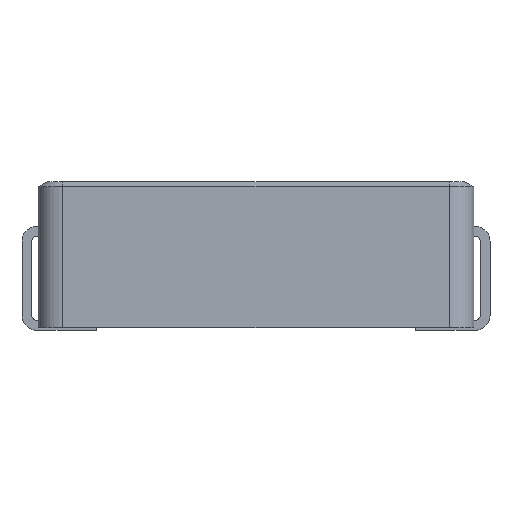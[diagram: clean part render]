
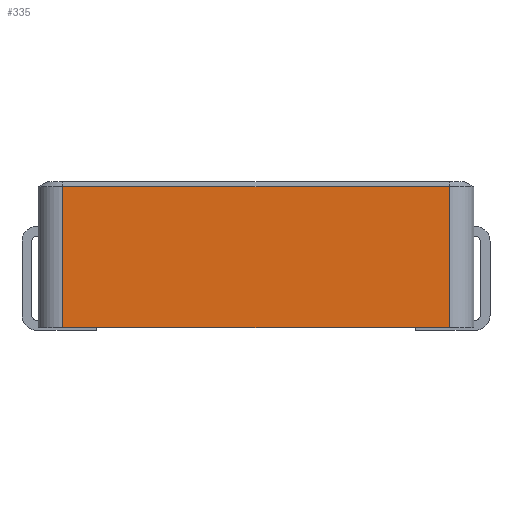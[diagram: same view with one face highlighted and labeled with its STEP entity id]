
A CAD part, front view. The second image highlights one B-rep face of the part: STEP entity #335.
In plain terms, the highlighted planar face has unit normal (0, -1, 0).
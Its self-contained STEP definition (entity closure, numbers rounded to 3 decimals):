
#335 = ADVANCED_FACE( '', ( #717 ), #718, .F. );
#717 = FACE_OUTER_BOUND( '', #1151, .T. );
#718 = PLANE( '', #1152 );
#1151 = EDGE_LOOP( '', ( #2103, #2104, #2105, #2106 ) );
#1152 = AXIS2_PLACEMENT_3D( '', #2107, #2108, #2109 );
#2103 = ORIENTED_EDGE( '', *, *, #2750, .T. );
#2104 = ORIENTED_EDGE( '', *, *, #3036, .T. );
#2105 = ORIENTED_EDGE( '', *, *, #2975, .T. );
#2106 = ORIENTED_EDGE( '', *, *, #2786, .T. );
#2107 = CARTESIAN_POINT( '', ( -4.4, -4.1, 2.95 ) );
#2108 = DIRECTION( '', ( 0., 1., 0. ) );
#2109 = DIRECTION( '', ( -1., 0., 0. ) );
#2750 = EDGE_CURVE( '', #3284, #3282, #3285, .F. );
#2786 = EDGE_CURVE( '', #3343, #3284, #3344, .T. );
#2975 = EDGE_CURVE( '', #3187, #3343, #3649, .T. );
#3036 = EDGE_CURVE( '', #3282, #3187, #3722, .T. );
#3187 = VERTEX_POINT( '', #3938 );
#3282 = VERTEX_POINT( '', #4067 );
#3284 = VERTEX_POINT( '', #4069 );
#3285 = LINE( '', #4070, #4071 );
#3343 = VERTEX_POINT( '', #4174 );
#3344 = LINE( '', #4175, #4176 );
#3649 = LINE( '', #4836, #4837 );
#3722 = LINE( '', #4965, #4966 );
#3938 = CARTESIAN_POINT( '', ( -3.9, -4.1, 2.85 ) );
#4067 = CARTESIAN_POINT( '', ( 3.9, -4.1, 2.85 ) );
#4069 = CARTESIAN_POINT( '', ( 3.9, -4.1, 0. ) );
#4070 = CARTESIAN_POINT( '', ( 3.9, -4.1, 2.95 ) );
#4071 = VECTOR( '', #5273, 1000. );
#4174 = CARTESIAN_POINT( '', ( -3.9, -4.1, 0. ) );
#4175 = CARTESIAN_POINT( '', ( -4.4, -4.1, 0. ) );
#4176 = VECTOR( '', #5292, 1000. );
#4836 = CARTESIAN_POINT( '', ( -3.9, -4.1, 2.95 ) );
#4837 = VECTOR( '', #5374, 1000. );
#4965 = CARTESIAN_POINT( '', ( -3.9, -4.1, 2.85 ) );
#4966 = VECTOR( '', #5405, 1000. );
#5273 = DIRECTION( '', ( 0., 0., -1. ) );
#5292 = DIRECTION( '', ( 1., 0., 0. ) );
#5374 = DIRECTION( '', ( 0., 0., -1. ) );
#5405 = DIRECTION( '', ( -1., 0., 0. ) );
